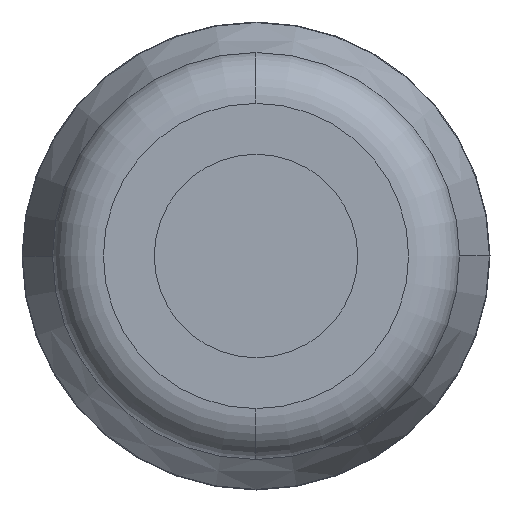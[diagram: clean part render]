
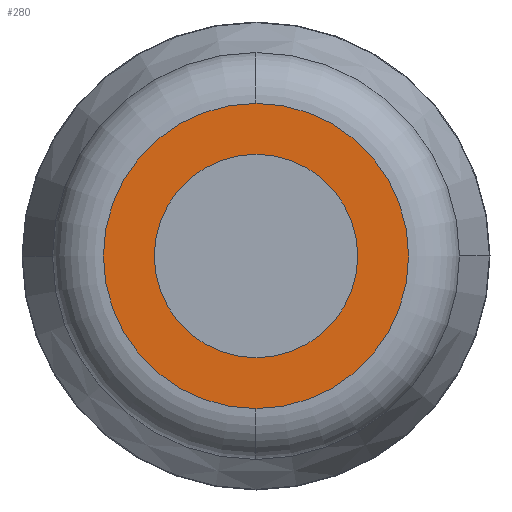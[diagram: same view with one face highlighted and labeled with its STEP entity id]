
A CAD part, left-side view. The second image highlights one B-rep face of the part: STEP entity #280.
In plain terms, the highlighted planar face has unit normal (-1, 0, 0).
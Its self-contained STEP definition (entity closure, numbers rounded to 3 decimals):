
#264=EDGE_CURVE('',#662,#278,#719,.T.);
#278=VERTEX_POINT('',#734);
#280=ADVANCED_FACE('',(#736,#737),#738,.T.);
#318=EDGE_CURVE('',#278,#662,#779,.T.);
#328=EDGE_CURVE('',#582,#344,#789,.T.);
#344=VERTEX_POINT('',#807);
#382=EDGE_CURVE('',#502,#582,#855,.T.);
#468=EDGE_CURVE('',#344,#502,#953,.T.);
#502=VERTEX_POINT('',#991);
#582=VERTEX_POINT('',#1076);
#662=VERTEX_POINT('',#1166);
#719=CIRCLE('',#1221,1.0);
#734=CARTESIAN_POINT('',(-13.4,0.,1.0));
#736=FACE_BOUND('',#1244,.T.);
#737=FACE_OUTER_BOUND('',#1245,.T.);
#738=PLANE('',#1246);
#779=CIRCLE('',#1303,1.0);
#789=CIRCLE('',#1317,1.5);
#807=CARTESIAN_POINT('',(-13.4,1.5,0.0));
#855=CIRCLE('',#1394,1.5);
#953=CIRCLE('',#1517,1.5);
#991=CARTESIAN_POINT('',(-13.4,0.,1.5));
#1076=CARTESIAN_POINT('',(-13.4,0.,-1.5));
#1166=CARTESIAN_POINT('',(-13.4,0.,-1.0));
#1221=AXIS2_PLACEMENT_3D('',#1851,#1852,#1853);
#1244=EDGE_LOOP('',(#1871,#1872));
#1245=EDGE_LOOP('',(#1873,#1874,#1875));
#1246=AXIS2_PLACEMENT_3D('',#1876,#1877,#1878);
#1303=AXIS2_PLACEMENT_3D('',#1920,#1921,#1922);
#1317=AXIS2_PLACEMENT_3D('',#1932,#1933,#1934);
#1394=AXIS2_PLACEMENT_3D('',#2046,#2047,#2048);
#1517=AXIS2_PLACEMENT_3D('',#2196,#2197,#2198);
#1851=CARTESIAN_POINT('',(-13.4,0.0,0.0));
#1852=DIRECTION('',(1.0,0.0,0.0));
#1853=DIRECTION('',(0.0,0.0,-1.0));
#1871=ORIENTED_EDGE('',*,*,#318,.T.);
#1872=ORIENTED_EDGE('',*,*,#264,.T.);
#1873=ORIENTED_EDGE('',*,*,#468,.F.);
#1874=ORIENTED_EDGE('',*,*,#328,.F.);
#1875=ORIENTED_EDGE('',*,*,#382,.F.);
#1876=CARTESIAN_POINT('',(-13.4,0.75,0.0));
#1877=DIRECTION('',(-1.0,-0.0,0.0));
#1878=DIRECTION('',(0.0,-1.0,-0.0));
#1920=CARTESIAN_POINT('',(-13.4,0.0,0.0));
#1921=DIRECTION('',(1.0,0.0,0.0));
#1922=DIRECTION('',(0.0,0.0,-1.0));
#1932=CARTESIAN_POINT('',(-13.4,0.0,0.0));
#1933=DIRECTION('',(1.0,0.0,0.0));
#1934=DIRECTION('',(0.0,1.0,0.0));
#2046=CARTESIAN_POINT('',(-13.4,0.0,0.0));
#2047=DIRECTION('',(1.0,0.0,0.0));
#2048=DIRECTION('',(0.0,1.0,0.0));
#2196=CARTESIAN_POINT('',(-13.4,0.0,0.0));
#2197=DIRECTION('',(1.0,0.0,0.0));
#2198=DIRECTION('',(0.0,1.0,0.0));
